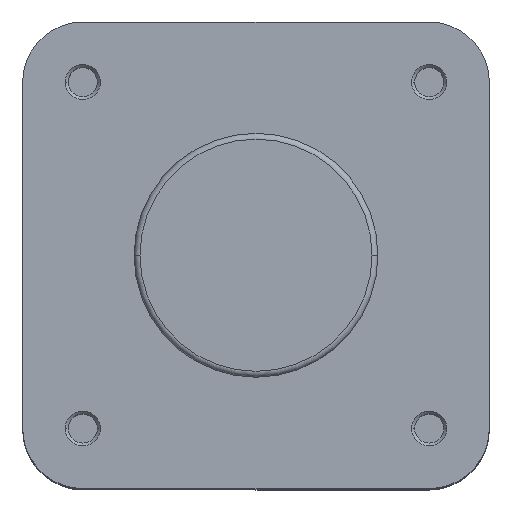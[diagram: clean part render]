
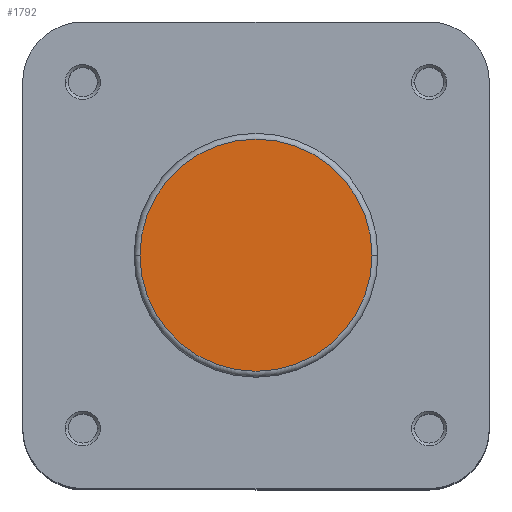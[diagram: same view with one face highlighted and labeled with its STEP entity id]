
A CAD part, top view. The second image highlights one B-rep face of the part: STEP entity #1792.
In plain terms, the highlighted planar face has unit normal (0, 0, 1).
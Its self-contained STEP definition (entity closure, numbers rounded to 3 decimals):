
#144 = FACE_OUTER_BOUND ( 'NONE', #6286, .T. ) ;
#980 = EDGE_CURVE ( 'NONE', #2474, #2141, #5351, .T. ) ;
#1032 = EDGE_CURVE ( 'NONE', #2141, #2474, #5325, .T. ) ;
#1269 = AXIS2_PLACEMENT_3D ( 'NONE', #2662, #2663, #2664 ) ;
#1292 = AXIS2_PLACEMENT_3D ( 'NONE', #2789, #2790, #2791 ) ;
#1384 = AXIS2_PLACEMENT_3D ( 'NONE', #3300, #3303, #3304 ) ;
#1792 = ADVANCED_FACE ( 'NONE', ( #144 ), #3301, .F. ) ;
#2141 = VERTEX_POINT ( 'NONE', #4464 ) ;
#2474 = VERTEX_POINT ( 'NONE', #4694 ) ;
#2662 = CARTESIAN_POINT ( 'NONE',  ( 0., 0., 0. ) ) ;
#2663 = DIRECTION ( 'NONE',  ( 0., 0., 1. ) ) ;
#2664 = DIRECTION ( 'NONE',  ( -1., 0., 0. ) ) ;
#2789 = CARTESIAN_POINT ( 'NONE',  ( 0., 0., 0. ) ) ;
#2790 = DIRECTION ( 'NONE',  ( 0., 0., 1. ) ) ;
#2791 = DIRECTION ( 'NONE',  ( -1., 0., 0. ) ) ;
#3300 = CARTESIAN_POINT ( 'NONE',  ( 0., 20.9, 0. ) ) ;
#3301 = PLANE ( 'NONE',  #1384 ) ;
#3303 = DIRECTION ( 'NONE',  ( 0., 0., -1. ) ) ;
#3304 = DIRECTION ( 'NONE',  ( -1., 0., 0. ) ) ;
#4464 = CARTESIAN_POINT ( 'NONE',  ( 19.9, 0., 0. ) ) ;
#4694 = CARTESIAN_POINT ( 'NONE',  ( -19.9, 0., 0. ) ) ;
#5325 = CIRCLE ( 'NONE', #1292, 19.9 ) ;
#5351 = CIRCLE ( 'NONE', #1269, 19.9 ) ;
#6182 = ORIENTED_EDGE ( 'NONE', *, *, #1032, .T. ) ;
#6183 = ORIENTED_EDGE ( 'NONE', *, *, #980, .T. ) ;
#6286 = EDGE_LOOP ( 'NONE', ( #6183, #6182 ) ) ;
